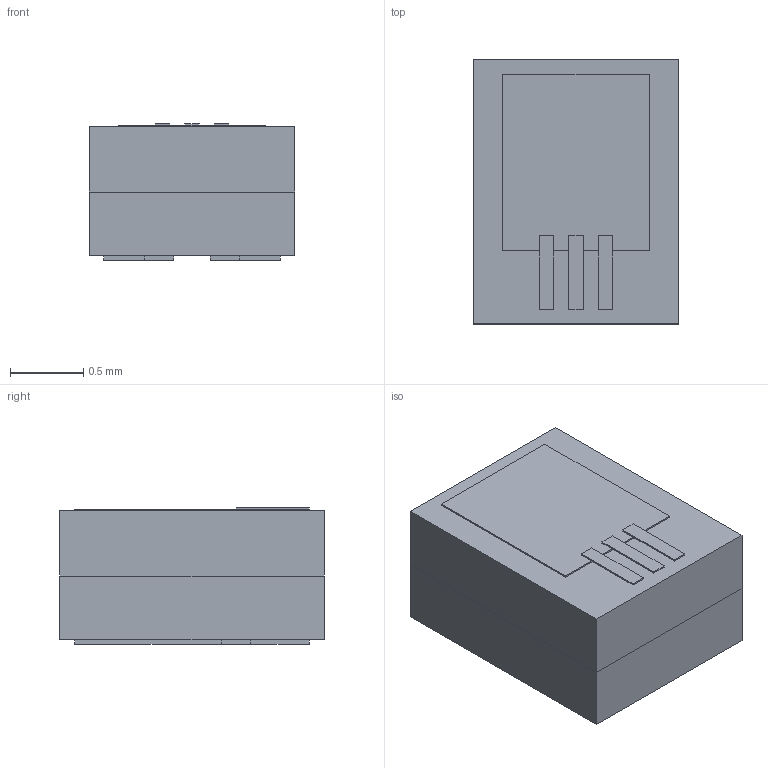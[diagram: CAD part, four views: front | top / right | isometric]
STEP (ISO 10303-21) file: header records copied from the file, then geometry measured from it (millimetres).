
FILE_DESCRIPTION(('FreeCAD Model'),'2;1');
FILE_NAME('13167717.1.3.stp','2022-02-01T17:52:29',( 'Author'),(''),'Open CASCADE STEP processor 6.9','FreeCAD','Unknown' );
FILE_SCHEMA(('AUTOMOTIVE_DESIGN { 1 0 10303 214 1 1 1 1 }'));
Length unit declared in the file: millimetre
Products named in the file (6): ASSEMBLY; solidBody; solidLead; solidTop; solidBody1; solidBody2
Assembly tree (5 placements, depth 2):
  ASSEMBLY
    solidBody
    solidLead
    solidTop
    solidBody1
    solidBody2
Bounding box: 1.4 x 1.8 x 0.93 mm (x, y, z)
Volume: 2.3 mm3; surface area: 21.2 mm2
Topology: 8 solids, 8 shells, 68 faces, 140 edges, 88 vertices
Faces by surface type: plane 68
Entity records: 3723 total; most frequent: CARTESIAN_POINT 582, DIRECTION 568, LINE 420, VECTOR 420, ORIENTED_EDGE 280, PCURVE 280, DEFINITIONAL_REPRESENTATION 280, EDGE_CURVE 140
